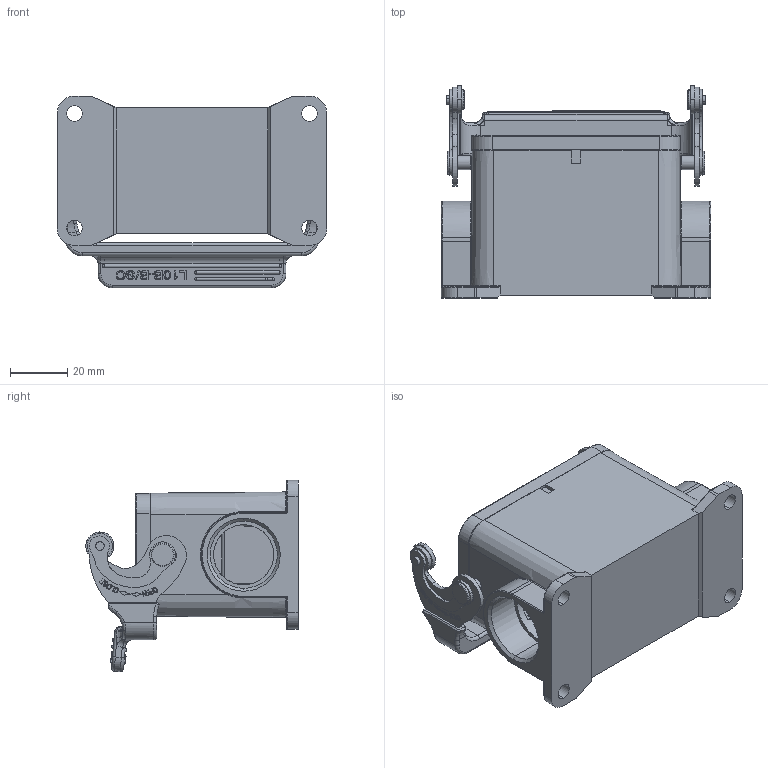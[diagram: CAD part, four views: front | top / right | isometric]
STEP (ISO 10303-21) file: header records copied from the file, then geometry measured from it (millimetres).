
FILE_DESCRIPTION((''),'2;1');
FILE_NAME('3D_HV10B-SF-1L_SC-M25_V1_0','2017-09-27T',('dm.li'),(''),'PRO/ENGINEER BY PARAMETRIC TECHNOLOGY CORPORATION, 2012480','PRO/ENGINEER BY PARAMETRIC TECHNOLOGY CORPORATION, 2012480','');
FILE_SCHEMA(('AUTOMOTIVE_DESIGN { 1 0 10303 214 1 1 1 1 }'));
Products named in the file (1): 3D_HV10B-SF-1L_SC-M25_V1_0
Bounding box: 94 x 74.09 x 66.84 mm (x, y, z)
Volume: 143 mm3; surface area: 46668.9 mm2
Topology: 16 solids, 27 shells, 1308 faces, 3594 edges, 2341 vertices
Faces by surface type: plane 505, cylinder 311, extrusion 296, torus 70, bspline 56, sphere 38, cone 32
Full cylindrical faces by diameter (mm): 1.2 x4
Entity records: 50464 total; most frequent: CARTESIAN_POINT 15161, ORIENTED_EDGE 6935, DIRECTION 5780, EDGE_CURVE 3503, VERTEX_POINT 2313, VECTOR 2056, AXIS2_PLACEMENT_3D 1862, LINE 1760
